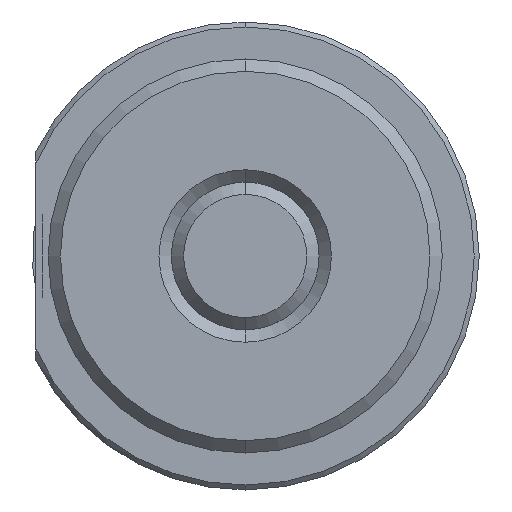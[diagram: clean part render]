
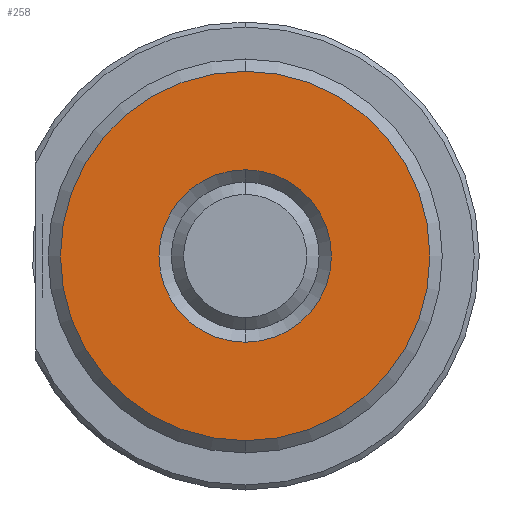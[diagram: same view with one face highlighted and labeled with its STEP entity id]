
A CAD part, left-side view. The second image highlights one B-rep face of the part: STEP entity #258.
In plain terms, the highlighted planar face has unit normal (-1, 0, 0).
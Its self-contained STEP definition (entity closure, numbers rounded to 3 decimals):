
#126 = FACE_BOUND ( 'NONE', #2995, .T. ) ;
#131 = FACE_OUTER_BOUND ( 'NONE', #3011, .T. ) ;
#258 = ADVANCED_FACE ( 'NONE', ( #126, #131 ), #451, .F. ) ;
#451 = PLANE ( 'NONE',  #501 ) ;
#501 = AXIS2_PLACEMENT_3D ( 'NONE', #609, #834, #825 ) ;
#540 = EDGE_CURVE ( 'NONE', #1090, #1100, #2053, .T. ) ;
#609 = CARTESIAN_POINT ( 'NONE',  ( 0., 3., 0. ) ) ;
#825 = DIRECTION ( 'NONE',  ( 0., 0., -1. ) ) ;
#834 = DIRECTION ( 'NONE',  ( 1., 0., 0. ) ) ;
#860 = EDGE_CURVE ( 'NONE', #1100, #1090, #2241, .T. ) ;
#877 = EDGE_CURVE ( 'NONE', #1247, #1265, #2247, .T. ) ;
#978 = EDGE_CURVE ( 'NONE', #1265, #1247, #2305, .T. ) ;
#1090 = VERTEX_POINT ( 'NONE', #2693 ) ;
#1100 = VERTEX_POINT ( 'NONE', #2699 ) ;
#1247 = VERTEX_POINT ( 'NONE', #2789 ) ;
#1265 = VERTEX_POINT ( 'NONE', #2799 ) ;
#1382 = AXIS2_PLACEMENT_3D ( 'NONE', #1667, #1666, #1695 ) ;
#1590 = AXIS2_PLACEMENT_3D ( 'NONE', #2536, #2538, #2539 ) ;
#1613 = AXIS2_PLACEMENT_3D ( 'NONE', #2583, #2591, #2592 ) ;
#1652 = AXIS2_PLACEMENT_3D ( 'NONE', #2684, #2686, #2687 ) ;
#1666 = DIRECTION ( 'NONE',  ( -1., 0., 0. ) ) ;
#1667 = CARTESIAN_POINT ( 'NONE',  ( 0., 0., 0. ) ) ;
#1682 = ORIENTED_EDGE ( 'NONE', *, *, #860, .T. ) ;
#1691 = ORIENTED_EDGE ( 'NONE', *, *, #540, .T. ) ;
#1695 = DIRECTION ( 'NONE',  ( 0., 0., -1. ) ) ;
#1705 = ORIENTED_EDGE ( 'NONE', *, *, #978, .T. ) ;
#1777 = ORIENTED_EDGE ( 'NONE', *, *, #877, .T. ) ;
#2053 = CIRCLE ( 'NONE', #1382, 7.5 ) ;
#2241 = CIRCLE ( 'NONE', #1590, 7.5 ) ;
#2247 = CIRCLE ( 'NONE', #1613, 3.5 ) ;
#2305 = CIRCLE ( 'NONE', #1652, 3.5 ) ;
#2536 = CARTESIAN_POINT ( 'NONE',  ( 0., 0., 0. ) ) ;
#2538 = DIRECTION ( 'NONE',  ( -1., 0., 0. ) ) ;
#2539 = DIRECTION ( 'NONE',  ( 0., 0., -1. ) ) ;
#2583 = CARTESIAN_POINT ( 'NONE',  ( 0., 0., 0. ) ) ;
#2591 = DIRECTION ( 'NONE',  ( 1., 0., 0. ) ) ;
#2592 = DIRECTION ( 'NONE',  ( 0., 0., -1. ) ) ;
#2684 = CARTESIAN_POINT ( 'NONE',  ( 0., 0., 0. ) ) ;
#2686 = DIRECTION ( 'NONE',  ( 1., 0., 0. ) ) ;
#2687 = DIRECTION ( 'NONE',  ( 0., 0., -1. ) ) ;
#2693 = CARTESIAN_POINT ( 'NONE',  ( 0., 0., 7.5 ) ) ;
#2699 = CARTESIAN_POINT ( 'NONE',  ( 0., 0., -7.5 ) ) ;
#2789 = CARTESIAN_POINT ( 'NONE',  ( 0., 0., -3.5 ) ) ;
#2799 = CARTESIAN_POINT ( 'NONE',  ( 0., 0., 3.5 ) ) ;
#2995 = EDGE_LOOP ( 'NONE', ( #1705, #1777 ) ) ;
#3011 = EDGE_LOOP ( 'NONE', ( #1682, #1691 ) ) ;
